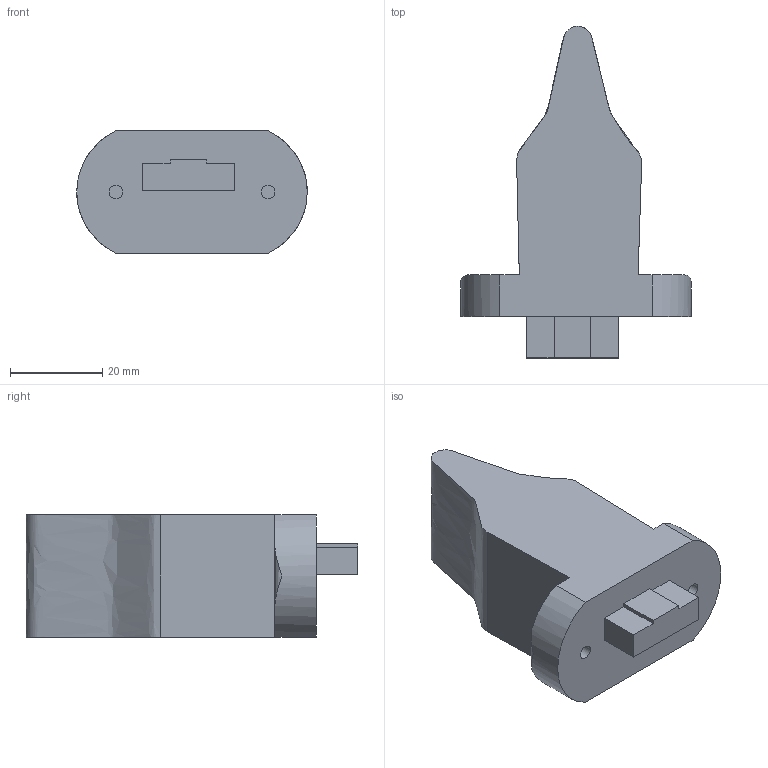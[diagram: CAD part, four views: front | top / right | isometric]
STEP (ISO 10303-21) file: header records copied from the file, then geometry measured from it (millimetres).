
FILE_DESCRIPTION(/* description */ (''),/* implementation_level */ '2;1');
FILE_NAME(/* name */ 'paddle.stp',/* time_stamp */ '2013-08-11T20:12:39+10:00',/* author */ ('Carson'),/* organization */ (''),/* preprocessor_version */ 'ST-DEVELOPER v15.2',/* originating_system */ 'Autodesk Inventor 2014',/* authorisation */ '');
FILE_SCHEMA (('AUTOMOTIVE_DESIGN { 1 0 10303 214 3 1 1 }'));
Length unit declared in the file: millimetre
Products named in the file (1): paddle
Bounding box: 50 x 71.99 x 26.5 mm (x, y, z)
Volume: 46587.2 mm3; surface area: 8653.2 mm2
Topology: 1 solids, 1 shells, 27 faces, 67 edges, 45 vertices
Faces by surface type: plane 19, cylinder 7, bspline 1
Full cylindrical faces by diameter (mm): 3 x2
Entity records: 1094 total; most frequent: CARTESIAN_POINT 391, ORIENTED_EDGE 130, DIRECTION 124, EDGE_CURVE 65, LINE 48, VECTOR 48, VERTEX_POINT 45, AXIS2_PLACEMENT_3D 38
